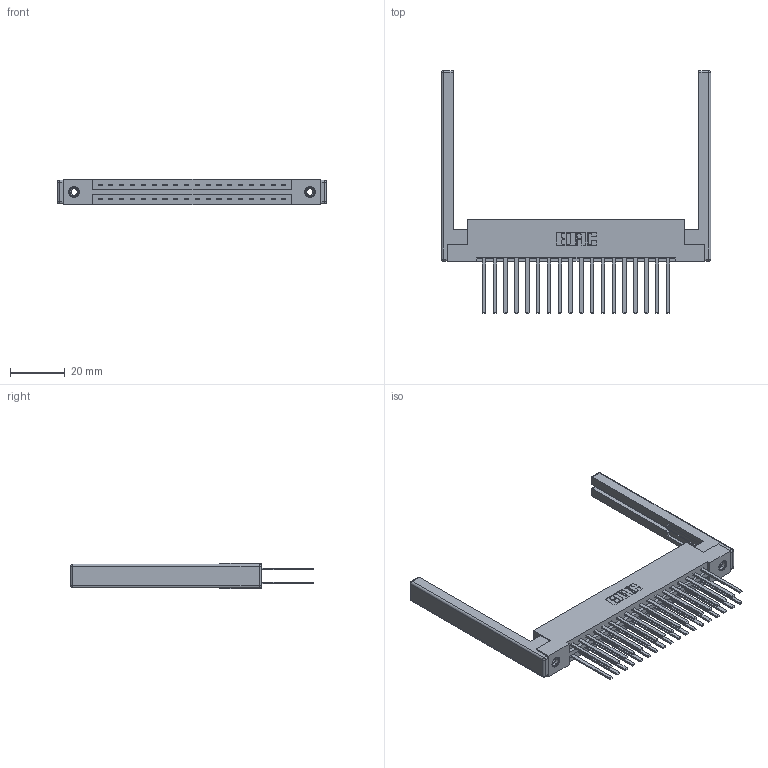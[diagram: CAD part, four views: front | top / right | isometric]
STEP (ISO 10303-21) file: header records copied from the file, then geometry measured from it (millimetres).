
FILE_DESCRIPTION (( 'STEP AP203' ), '1' );
FILE_NAME ('337-036-544-268.STEP', '2019-10-08T21:02:28', ( '' ), ( '' ), 'SwSTEP 2.0', 'SolidWorks 2016', '' );
FILE_SCHEMA (( 'CONFIG_CONTROL_DESIGN' ));
Length unit declared in the file: inch
Products named in the file (5): 345-292-001_345-293-144; 307-220-068; 337-036-544-268; 345-250-001_345-250-001-102; 337 Part_Flush Mounting Lugs - 0.156 Dia-TI
Assembly tree (41 placements, depth 2):
  337-036-544-268
    337 Part_Flush Mounting Lugs - 0.156 Dia-TI
    345-292-001_345-293-144  x36
    345-250-001_345-250-001-102  x2
    307-220-068  x2
Bounding box: 98.76 x 89.03 x 9.4 mm (x, y, z)
Volume: 14977.6 mm3; surface area: 17425 mm2
Topology: 41 solids, 41 shells, 1996 faces, 5849 edges, 3830 vertices
Faces by surface type: plane 1382, cylinder 590, cone 12, sphere 8, torus 4
Entity records: 19636 total; most frequent: CARTESIAN_POINT 3291, ORIENTED_EDGE 3216, DIRECTION 2910, EDGE_CURVE 1608, LINE 1434, VECTOR 1434, VERTEX_POINT 1062, AXIS2_PLACEMENT_3D 738
